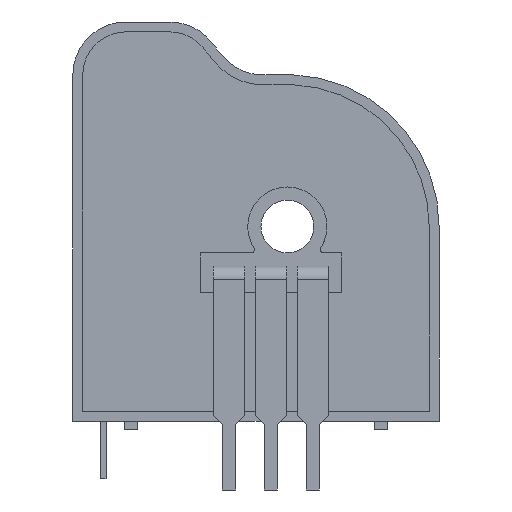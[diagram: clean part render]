
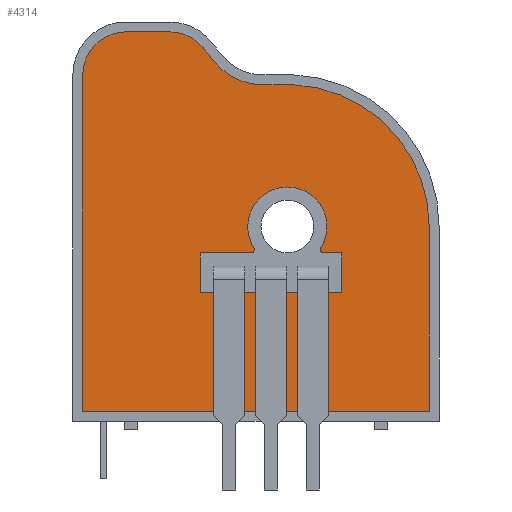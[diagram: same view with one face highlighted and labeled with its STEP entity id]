
A CAD part, front view. The second image highlights one B-rep face of the part: STEP entity #4314.
In plain terms, the highlighted planar face has unit normal (0, -1, 0).
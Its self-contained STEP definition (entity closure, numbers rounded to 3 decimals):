
#3916=CARTESIAN_POINT('',(4.3,-4.2,12.3));
#3917=VERTEX_POINT('',#3916);
#3933=CARTESIAN_POINT('',(-0.5,-4.2,12.3));
#3934=VERTEX_POINT('',#3933);
#3941=CARTESIAN_POINT('',(1.9,-4.2,12.3));
#3942=DIRECTION('',(0.0,1.0,0.0));
#3943=DIRECTION('',(1.0,0.0,0.0));
#3944=AXIS2_PLACEMENT_3D('',#3941,#3942,#3943);
#3945=CIRCLE('',#3944,2.4);
#3946=EDGE_CURVE('',#3917,#3934,#3945,.T.);
#3957=CARTESIAN_POINT('',(1.9,-4.2,12.3));
#3958=DIRECTION('',(0.0,1.0,0.0));
#3959=DIRECTION('',(1.0,0.0,0.0));
#3960=AXIS2_PLACEMENT_3D('',#3957,#3958,#3959);
#3961=CIRCLE('',#3960,2.4);
#3962=EDGE_CURVE('',#3934,#3917,#3961,.T.);
#3990=CARTESIAN_POINT('',(10.5,-4.2,12.3));
#3991=VERTEX_POINT('',#3990);
#3998=CARTESIAN_POINT('',(10.5,-4.2,1.1));
#3999=VERTEX_POINT('',#3998);
#4000=CARTESIAN_POINT('',(10.5,-4.2,12.3));
#4001=DIRECTION('',(0.0,0.0,-1.0));
#4002=VECTOR('',#4001,11.2);
#4003=LINE('',#4000,#4002);
#4004=EDGE_CURVE('',#3991,#3999,#4003,.T.);
#4029=CARTESIAN_POINT('',(2.282,-4.2,20.892));
#4030=VERTEX_POINT('',#4029);
#4037=CARTESIAN_POINT('',(1.9,-4.2,12.3));
#4038=DIRECTION('',(0.0,1.0,0.0));
#4039=DIRECTION('',(0.723,0.0,0.691));
#4040=AXIS2_PLACEMENT_3D('',#4037,#4038,#4039);
#4041=CIRCLE('',#4040,8.6);
#4042=EDGE_CURVE('',#4030,#3991,#4041,.T.);
#4061=CARTESIAN_POINT('',(0.283,-4.2,20.892));
#4062=VERTEX_POINT('',#4061);
#4069=CARTESIAN_POINT('',(0.283,-4.2,20.892));
#4070=DIRECTION('',(1.0,0.0,0.0));
#4071=VECTOR('',#4070,1.999);
#4072=LINE('',#4069,#4071);
#4073=EDGE_CURVE('',#4062,#4030,#4072,.T.);
#4093=CARTESIAN_POINT('',(-2.517,-4.2,22.292));
#4094=VERTEX_POINT('',#4093);
#4101=CARTESIAN_POINT('',(0.432,-4.2,24.689));
#4102=DIRECTION('',(0.0,-1.0,0.0));
#4103=DIRECTION('',(-0.447,0.0,-0.894));
#4104=AXIS2_PLACEMENT_3D('',#4101,#4102,#4103);
#4105=CIRCLE('',#4104,3.8);
#4106=EDGE_CURVE('',#4094,#4062,#4105,.T.);
#4125=CARTESIAN_POINT('',(-3.205,-4.2,23.14));
#4126=VERTEX_POINT('',#4125);
#4133=CARTESIAN_POINT('',(-3.205,-4.2,23.14));
#4134=DIRECTION('',(0.631,0.0,-0.776));
#4135=VECTOR('',#4134,1.092);
#4136=LINE('',#4133,#4135);
#4137=EDGE_CURVE('',#4126,#4094,#4136,.T.);
#4157=CARTESIAN_POINT('',(-5.223,-4.2,24.1));
#4158=VERTEX_POINT('',#4157);
#4165=CARTESIAN_POINT('',(-5.223,-4.2,21.5));
#4166=DIRECTION('',(0.0,1.0,0.0));
#4167=DIRECTION('',(0.43,0.0,0.903));
#4168=AXIS2_PLACEMENT_3D('',#4165,#4166,#4167);
#4169=CIRCLE('',#4168,2.6);
#4170=EDGE_CURVE('',#4158,#4126,#4169,.T.);
#4189=CARTESIAN_POINT('',(-7.9,-4.2,24.1));
#4190=VERTEX_POINT('',#4189);
#4197=CARTESIAN_POINT('',(-7.9,-4.2,24.1));
#4198=DIRECTION('',(1.0,0.0,0.0));
#4199=VECTOR('',#4198,2.677);
#4200=LINE('',#4197,#4199);
#4201=EDGE_CURVE('',#4190,#4158,#4200,.T.);
#4221=CARTESIAN_POINT('',(-10.5,-4.2,21.5));
#4222=VERTEX_POINT('',#4221);
#4229=CARTESIAN_POINT('',(-7.9,-4.2,21.5));
#4230=DIRECTION('',(0.0,1.0,0.0));
#4231=DIRECTION('',(-0.707,0.0,0.707));
#4232=AXIS2_PLACEMENT_3D('',#4229,#4230,#4231);
#4233=CIRCLE('',#4232,2.6);
#4234=EDGE_CURVE('',#4222,#4190,#4233,.T.);
#4253=CARTESIAN_POINT('',(-10.5,-4.2,1.1));
#4254=VERTEX_POINT('',#4253);
#4261=CARTESIAN_POINT('',(-10.5,-4.2,1.1));
#4262=DIRECTION('',(0.0,0.0,1.0));
#4263=VECTOR('',#4262,20.4);
#4264=LINE('',#4261,#4263);
#4265=EDGE_CURVE('',#4254,#4222,#4264,.T.);
#4283=CARTESIAN_POINT('',(10.5,-4.2,1.1));
#4284=DIRECTION('',(-1.0,0.0,0.0));
#4285=VECTOR('',#4284,21.);
#4286=LINE('',#4283,#4285);
#4287=EDGE_CURVE('',#3999,#4254,#4286,.T.);
#4293=CARTESIAN_POINT('',(-0.86,-4.2,11.204));
#4294=DIRECTION('',(0.0,1.0,0.0));
#4295=DIRECTION('',(0.0,0.0,1.0));
#4296=AXIS2_PLACEMENT_3D('',#4293,#4294,#4295);
#4297=PLANE('',#4296);
#4298=ORIENTED_EDGE('',*,*,#4287,.F.);
#4299=ORIENTED_EDGE('',*,*,#4004,.F.);
#4300=ORIENTED_EDGE('',*,*,#4042,.F.);
#4301=ORIENTED_EDGE('',*,*,#4073,.F.);
#4302=ORIENTED_EDGE('',*,*,#4106,.F.);
#4303=ORIENTED_EDGE('',*,*,#4137,.F.);
#4304=ORIENTED_EDGE('',*,*,#4170,.F.);
#4305=ORIENTED_EDGE('',*,*,#4201,.F.);
#4306=ORIENTED_EDGE('',*,*,#4234,.F.);
#4307=ORIENTED_EDGE('',*,*,#4265,.F.);
#4308=EDGE_LOOP('',(#4298,#4299,#4300,#4301,#4302,#4303,#4304,#4305,#4306,#4307));
#4309=FACE_OUTER_BOUND('',#4308,.T.);
#4310=ORIENTED_EDGE('',*,*,#3962,.T.);
#4311=ORIENTED_EDGE('',*,*,#3946,.T.);
#4312=EDGE_LOOP('',(#4310,#4311));
#4313=FACE_BOUND('',#4312,.T.);
#4314=ADVANCED_FACE('',(#4309,#4313),#4297,.F.);
